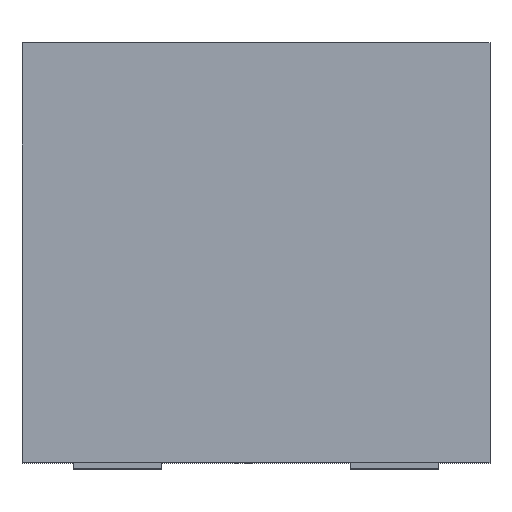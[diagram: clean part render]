
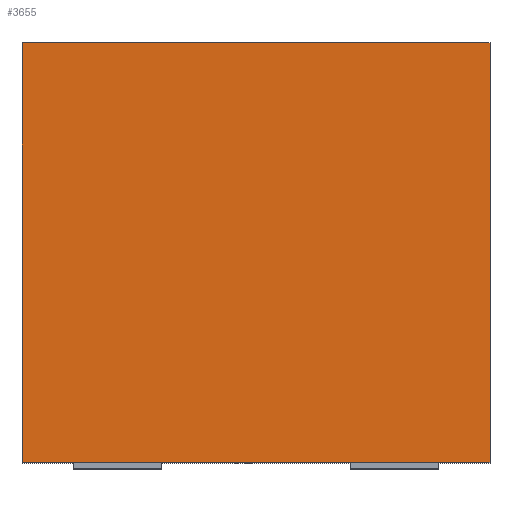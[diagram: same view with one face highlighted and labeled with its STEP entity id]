
A CAD part, top view. The second image highlights one B-rep face of the part: STEP entity #3655.
In plain terms, the highlighted planar face has unit normal (0, 0, 1).
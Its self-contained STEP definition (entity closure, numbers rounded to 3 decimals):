
#141 = LINE ( 'NONE', #142, #1463 ) ;
#142 = CARTESIAN_POINT ( 'NONE',  ( 3.85, 6.9, 4. ) ) ;
#143 = DIRECTION ( 'NONE',  ( 0., -1., 0. ) ) ;
#327 = PLANE ( 'NONE',  #5365 ) ;
#337 = CARTESIAN_POINT ( 'NONE',  ( -3.85, 6.9, 4. ) ) ;
#338 = DIRECTION ( 'NONE',  ( 0., 0., -1. ) ) ;
#339 = DIRECTION ( 'NONE',  ( -1., 0., 0. ) ) ;
#419 = LINE ( 'NONE', #420, #4741 ) ;
#420 = CARTESIAN_POINT ( 'NONE',  ( 3.85, 6.9, 4. ) ) ;
#421 = DIRECTION ( 'NONE',  ( 1., 0., 0. ) ) ;
#609 = LINE ( 'NONE', #610, #1476 ) ;
#610 = CARTESIAN_POINT ( 'NONE',  ( -3.85, 6.9, 4. ) ) ;
#611 = DIRECTION ( 'NONE',  ( 0., 1., 0. ) ) ;
#796 = VECTOR ( 'NONE', #3834, 1000. ) ;
#1463 = VECTOR ( 'NONE', #143, 1000. ) ;
#1476 = VECTOR ( 'NONE', #611, 1000. ) ;
#2252 = VERTEX_POINT ( 'NONE', #2999 ) ;
#2298 = EDGE_LOOP ( 'NONE', ( #4016, #3981, #3983, #4000 ) ) ;
#2365 = VERTEX_POINT ( 'NONE', #3007 ) ;
#2988 = CARTESIAN_POINT ( 'NONE',  ( 3.85, 0., 4. ) ) ;
#2989 = CARTESIAN_POINT ( 'NONE',  ( -3.85, 0., 4. ) ) ;
#2999 = CARTESIAN_POINT ( 'NONE',  ( 3.85, 6.9, 4. ) ) ;
#3007 = CARTESIAN_POINT ( 'NONE',  ( -3.85, 6.9, 4. ) ) ;
#3301 = VERTEX_POINT ( 'NONE', #2989 ) ;
#3312 = VERTEX_POINT ( 'NONE', #2988 ) ;
#3555 = EDGE_CURVE ( 'NONE', #3312, #3301, #3828, .T. ) ;
#3655 = ADVANCED_FACE ( 'NONE', ( #5368 ), #327, .F. ) ;
#3661 = EDGE_CURVE ( 'NONE', #2365, #2252, #419, .T. ) ;
#3676 = EDGE_CURVE ( 'NONE', #3301, #2365, #609, .T. ) ;
#3713 = EDGE_CURVE ( 'NONE', #2252, #3312, #141, .T. ) ;
#3828 = LINE ( 'NONE', #3841, #796 ) ;
#3834 = DIRECTION ( 'NONE',  ( -1., 0., 0. ) ) ;
#3841 = CARTESIAN_POINT ( 'NONE',  ( -3.85, 0., 4. ) ) ;
#3981 = ORIENTED_EDGE ( 'NONE', *, *, #3661, .F. ) ;
#3983 = ORIENTED_EDGE ( 'NONE', *, *, #3676, .F. ) ;
#4000 = ORIENTED_EDGE ( 'NONE', *, *, #3555, .F. ) ;
#4016 = ORIENTED_EDGE ( 'NONE', *, *, #3713, .F. ) ;
#4741 = VECTOR ( 'NONE', #421, 1000. ) ;
#5365 = AXIS2_PLACEMENT_3D ( 'NONE', #337, #338, #339 ) ;
#5368 = FACE_OUTER_BOUND ( 'NONE', #2298, .T. ) ;
